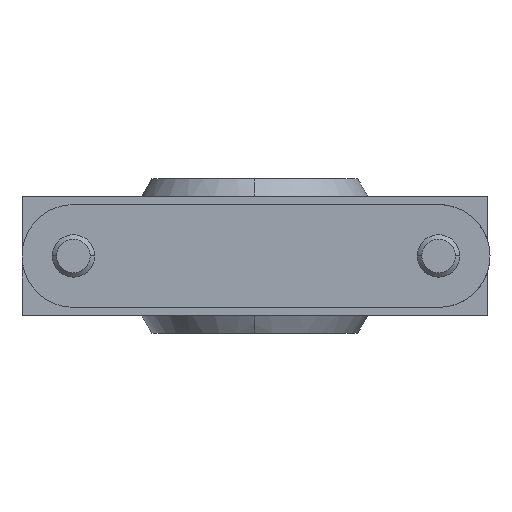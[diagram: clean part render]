
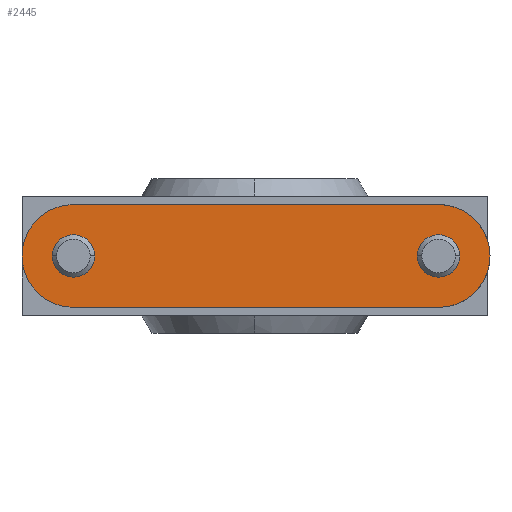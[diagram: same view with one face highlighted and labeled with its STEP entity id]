
A CAD part, front view. The second image highlights one B-rep face of the part: STEP entity #2445.
In plain terms, the highlighted planar face has unit normal (0, -1, 0).
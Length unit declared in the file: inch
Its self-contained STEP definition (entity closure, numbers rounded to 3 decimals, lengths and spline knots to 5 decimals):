
#586=DIRECTION('',(-1.,0.,0.));
#587=VECTOR('',#586,1.42);
#588=CARTESIAN_POINT('',(0.715,-0.1,-0.19979));
#589=LINE('',#588,#587);
#590=CARTESIAN_POINT('',(-0.705,-0.1,0.00021));
#591=DIRECTION('',(0.,1.,0.));
#592=DIRECTION('',(0.,0.,-1.));
#593=AXIS2_PLACEMENT_3D('',#590,#591,#592);
#595=DIRECTION('',(1.,0.,0.));
#596=VECTOR('',#595,1.42);
#597=CARTESIAN_POINT('',(-0.705,-0.1,0.20021));
#598=LINE('',#597,#596);
#599=CARTESIAN_POINT('',(0.715,-0.1,0.00021));
#600=DIRECTION('',(0.,1.,0.));
#601=DIRECTION('',(0.,0.,1.));
#602=AXIS2_PLACEMENT_3D('',#599,#600,#601);
#608=CARTESIAN_POINT('',(0.715,-0.1,0.00021));
#609=DIRECTION('',(0.,1.,0.));
#610=DIRECTION('',(1.,0.,0.));
#611=AXIS2_PLACEMENT_3D('',#608,#609,#610);
#618=CARTESIAN_POINT('',(0.715,-0.1,0.00021));
#619=DIRECTION('',(0.,1.,0.));
#620=DIRECTION('',(-1.,0.,0.));
#621=AXIS2_PLACEMENT_3D('',#618,#619,#620);
#654=CARTESIAN_POINT('',(-0.705,-0.1,0.00021));
#655=DIRECTION('',(0.,1.,0.));
#656=DIRECTION('',(1.,0.,0.));
#657=AXIS2_PLACEMENT_3D('',#654,#655,#656);
#664=CARTESIAN_POINT('',(-0.705,-0.1,0.00021));
#665=DIRECTION('',(0.,1.,0.));
#666=DIRECTION('',(-1.,0.,0.));
#667=AXIS2_PLACEMENT_3D('',#664,#665,#666);
#1632=CARTESIAN_POINT('',(0.715,-0.1,-0.19979));
#1633=CARTESIAN_POINT('',(-0.705,-0.1,-0.19979));
#1634=VERTEX_POINT('',#1632);
#1635=VERTEX_POINT('',#1633);
#1636=CARTESIAN_POINT('',(-0.705,-0.1,0.20021));
#1637=VERTEX_POINT('',#1636);
#1638=CARTESIAN_POINT('',(0.715,-0.1,0.20021));
#1639=VERTEX_POINT('',#1638);
#1662=CARTESIAN_POINT('',(0.7975,-0.1,0.00021));
#1663=CARTESIAN_POINT('',(0.6325,-0.1,0.00021));
#1664=VERTEX_POINT('',#1662);
#1665=VERTEX_POINT('',#1663);
#1670=CARTESIAN_POINT('',(-0.6225,-0.1,0.00021));
#1671=CARTESIAN_POINT('',(-0.7875,-0.1,0.00021));
#1672=VERTEX_POINT('',#1670);
#1673=VERTEX_POINT('',#1671);
#2421=CARTESIAN_POINT('',(-0.705,-0.1,0.00021));
#2422=DIRECTION('',(0.,1.,0.));
#2423=DIRECTION('',(1.,0.,0.));
#2424=AXIS2_PLACEMENT_3D('',#2421,#2422,#2423);
#2425=PLANE('',#2424);
#2426=ORIENTED_EDGE('',*,*,#2415,.T.);
#2427=ORIENTED_EDGE('',*,*,#2385,.T.);
#2429=ORIENTED_EDGE('',*,*,#2428,.T.);
#2430=ORIENTED_EDGE('',*,*,#2351,.T.);
#2431=EDGE_LOOP('',(#2426,#2427,#2429,#2430));
#2432=FACE_OUTER_BOUND('',#2431,.F.);
#2434=ORIENTED_EDGE('',*,*,#2433,.F.);
#2436=ORIENTED_EDGE('',*,*,#2435,.F.);
#2437=EDGE_LOOP('',(#2434,#2436));
#2438=FACE_BOUND('',#2437,.F.);
#2440=ORIENTED_EDGE('',*,*,#2439,.F.);
#2442=ORIENTED_EDGE('',*,*,#2441,.F.);
#2443=EDGE_LOOP('',(#2440,#2442));
#2444=FACE_BOUND('',#2443,.F.);
#2445=ADVANCED_FACE('',(#2432,#2438,#2444),#2425,.F.);
#594=CIRCLE('',#593,0.2);
#603=CIRCLE('',#602,0.2);
#612=CIRCLE('',#611,0.0825);
#622=CIRCLE('',#621,0.0825);
#658=CIRCLE('',#657,0.0825);
#668=CIRCLE('',#667,0.0825);
#2351=EDGE_CURVE('',#1639,#1634,#603,.T.);
#2385=EDGE_CURVE('',#1635,#1637,#594,.T.);
#2415=EDGE_CURVE('',#1634,#1635,#589,.T.);
#2428=EDGE_CURVE('',#1637,#1639,#598,.T.);
#2433=EDGE_CURVE('',#1664,#1665,#612,.T.);
#2435=EDGE_CURVE('',#1665,#1664,#622,.T.);
#2439=EDGE_CURVE('',#1672,#1673,#658,.T.);
#2441=EDGE_CURVE('',#1673,#1672,#668,.T.);
